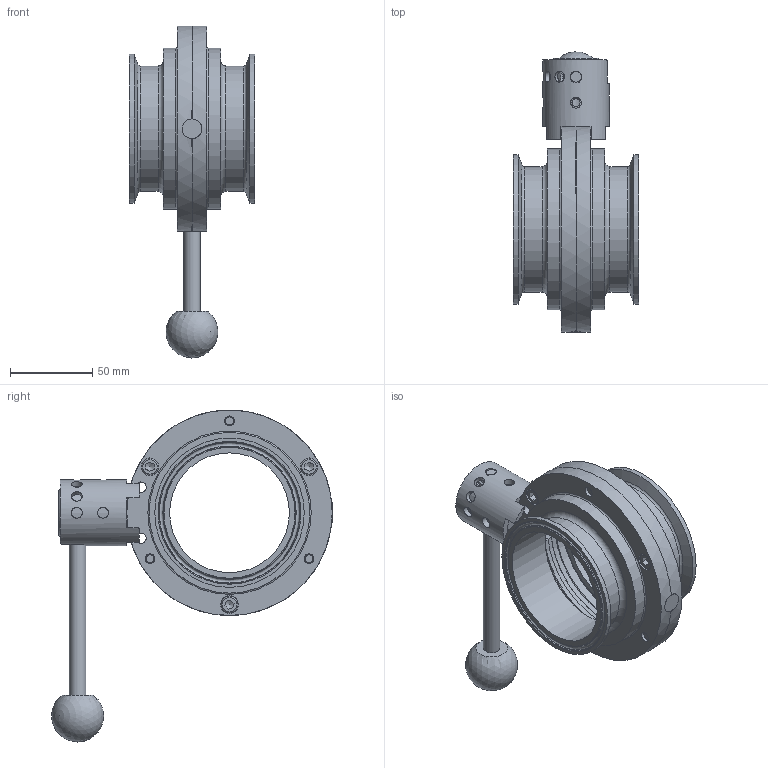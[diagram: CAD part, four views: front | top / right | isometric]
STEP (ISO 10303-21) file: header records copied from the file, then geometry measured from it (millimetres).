
FILE_DESCRIPTION(/* description */ (''),/* implementation_level */ '2;1');
FILE_NAME(/* name */ 'BFVPC-3.stp',/* time_stamp */ '2022-06-07T10:15:42-04:00',/* author */ ('stevend'),/* organization */ (''),/* preprocessor_version */ 'ST-DEVELOPER v18',/* originating_system */ 'Autodesk Inventor 2020',/* authorisation */ '');
FILE_SCHEMA (('AUTOMOTIVE_DESIGN { 1 0 10303 214 3 1 1 }'));
Length unit declared in the file: inch
Products named in the file (8): BFVPC-3; BFVPC-3FLANGELEFT; BFVPC-3POSITION; BFVPC-3HBASE; BFVPC-3SPRING; BFVPC-3HANDLE; BFVPC-3PLUG; ISO 4762 - M6 x 10
Assembly tree (13 placements, depth 2):
  BFVPC-3
    BFVPC-3FLANGELEFT  x2
    BFVPC-3POSITION
    BFVPC-3HBASE
    BFVPC-3SPRING
    BFVPC-3HANDLE
    BFVPC-3PLUG
    ISO 4762 - M6 x 10  x6
Bounding box: 76.2 x 170.65 x 201.97 mm (x, y, z)
Volume: 246872.2 mm3; surface area: 113518.7 mm2
Topology: 13 solids, 13 shells, 258 faces, 734 edges, 517 vertices
Faces by surface type: plane 106, cylinder 87, cone 29, torus 28, bspline 7, sphere 1
Full cylindrical faces by diameter (mm): 4.928 x1, 6 x12, 6.223 x8, 6.477 x2, 6.604 x6, 10 x6, 10.033 x1, 10.795 x7, 11.938 x1, 15.748 x1, 16.129 x1, 31.877 x1, 32.639 x1, 40.259 x1, 72.898 x2, 76.327 x2, 80.645 x2, 88.468 x2, 89.218 x2, 90.907 x2, 97.79 x2, 125.014 x2
Entity records: 7413 total; most frequent: CARTESIAN_POINT 3401, ORIENTED_EDGE 782, DIRECTION 772, EDGE_CURVE 391, AXIS2_PLACEMENT_3D 319, VERTEX_POINT 275, EDGE_LOOP 182, CIRCLE 168
